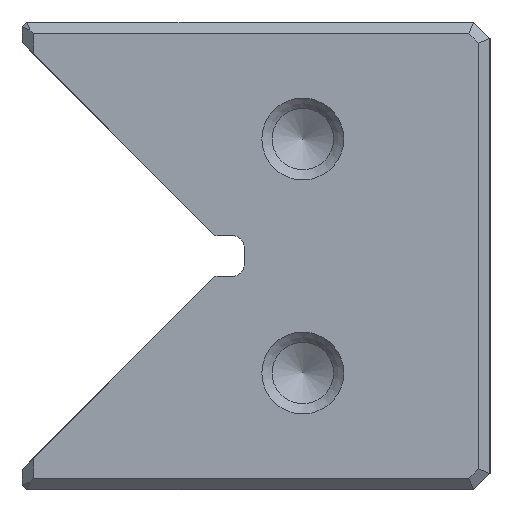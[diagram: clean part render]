
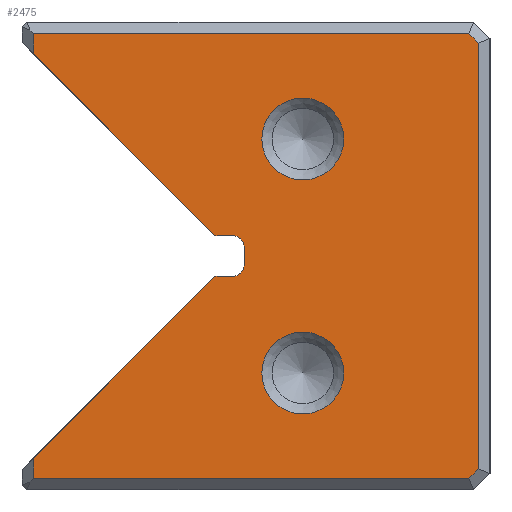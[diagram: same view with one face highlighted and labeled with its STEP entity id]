
A CAD part, left-side view. The second image highlights one B-rep face of the part: STEP entity #2475.
In plain terms, the highlighted planar face has unit normal (-1, 0, 0).
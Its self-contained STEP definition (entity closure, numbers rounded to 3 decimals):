
#2475=ADVANCED_FACE('',(#3395,#3396,#3397),#2862,.T.);
#2862=PLANE('',#8828);
#3112=CIRCLE('',#8824,3.5);
#3113=CIRCLE('',#8825,3.5);
#3114=CIRCLE('',#8826,1.);
#3115=CIRCLE('',#8827,1.);
#3395=FACE_BOUND('',#3589,.T.);
#3396=FACE_BOUND('',#3590,.T.);
#3397=FACE_BOUND('',#3591,.T.);
#3589=EDGE_LOOP('',(#4301));
#3590=EDGE_LOOP('',(#4302));
#3591=EDGE_LOOP('',(#4303,#4304,#4305,#4306,#4307,#4308,#4309,#4310,#4311,
#4312,#4313,#4314,#4315,#4316));
#4301=ORIENTED_EDGE('',*,*,#6793,.T.);
#4302=ORIENTED_EDGE('',*,*,#6794,.T.);
#4303=ORIENTED_EDGE('',*,*,#6795,.T.);
#4304=ORIENTED_EDGE('',*,*,#6796,.T.);
#4305=ORIENTED_EDGE('',*,*,#6797,.T.);
#4306=ORIENTED_EDGE('',*,*,#6798,.T.);
#4307=ORIENTED_EDGE('',*,*,#6799,.T.);
#4308=ORIENTED_EDGE('',*,*,#6800,.T.);
#4309=ORIENTED_EDGE('',*,*,#6801,.T.);
#4310=ORIENTED_EDGE('',*,*,#6802,.T.);
#4311=ORIENTED_EDGE('',*,*,#6803,.T.);
#4312=ORIENTED_EDGE('',*,*,#6804,.T.);
#4313=ORIENTED_EDGE('',*,*,#6805,.T.);
#4314=ORIENTED_EDGE('',*,*,#6806,.T.);
#4315=ORIENTED_EDGE('',*,*,#6807,.F.);
#4316=ORIENTED_EDGE('',*,*,#6808,.F.);
#6153=VERTEX_POINT('',#11341);
#6154=VERTEX_POINT('',#11343);
#6155=VERTEX_POINT('',#11345);
#6156=VERTEX_POINT('',#11346);
#6157=VERTEX_POINT('',#11348);
#6158=VERTEX_POINT('',#11350);
#6159=VERTEX_POINT('',#11352);
#6160=VERTEX_POINT('',#11354);
#6161=VERTEX_POINT('',#11356);
#6162=VERTEX_POINT('',#11358);
#6163=VERTEX_POINT('',#11360);
#6164=VERTEX_POINT('',#11362);
#6165=VERTEX_POINT('',#11364);
#6166=VERTEX_POINT('',#11366);
#6167=VERTEX_POINT('',#11368);
#6168=VERTEX_POINT('',#11370);
#6793=EDGE_CURVE('',#6153,#6153,#3112,.T.);
#6794=EDGE_CURVE('',#6154,#6154,#3113,.T.);
#6795=EDGE_CURVE('',#6155,#6156,#7633,.T.);
#6796=EDGE_CURVE('',#6156,#6157,#7634,.T.);
#6797=EDGE_CURVE('',#6157,#6158,#7635,.T.);
#6798=EDGE_CURVE('',#6158,#6159,#7636,.T.);
#6799=EDGE_CURVE('',#6159,#6160,#7637,.T.);
#6800=EDGE_CURVE('',#6160,#6161,#7638,.T.);
#6801=EDGE_CURVE('',#6161,#6162,#7639,.T.);
#6802=EDGE_CURVE('',#6162,#6163,#7640,.T.);
#6803=EDGE_CURVE('',#6163,#6164,#7641,.T.);
#6804=EDGE_CURVE('',#6164,#6165,#3114,.T.);
#6805=EDGE_CURVE('',#6165,#6166,#7642,.T.);
#6806=EDGE_CURVE('',#6166,#6167,#3115,.T.);
#6807=EDGE_CURVE('',#6168,#6167,#7643,.T.);
#6808=EDGE_CURVE('',#6155,#6168,#7644,.T.);
#7633=LINE('',#11344,#8303);
#7634=LINE('',#11347,#8304);
#7635=LINE('',#11349,#8305);
#7636=LINE('',#11351,#8306);
#7637=LINE('',#11353,#8307);
#7638=LINE('',#11355,#8308);
#7639=LINE('',#11357,#8309);
#7640=LINE('',#11359,#8310);
#7641=LINE('',#11361,#8311);
#7642=LINE('',#11365,#8312);
#7643=LINE('',#11369,#8313);
#7644=LINE('',#11371,#8314);
#8303=VECTOR('',#9379,1.);
#8304=VECTOR('',#9380,1.);
#8305=VECTOR('',#9381,1.);
#8306=VECTOR('',#9382,1.);
#8307=VECTOR('',#9383,1.);
#8308=VECTOR('',#9384,1.);
#8309=VECTOR('',#9385,1.);
#8310=VECTOR('',#9386,1.);
#8311=VECTOR('',#9387,1.);
#8312=VECTOR('',#9390,1.);
#8313=VECTOR('',#9393,1.);
#8314=VECTOR('',#9394,1.);
#8824=AXIS2_PLACEMENT_3D('',#11340,#9375,#9376);
#8825=AXIS2_PLACEMENT_3D('',#11342,#9377,#9378);
#8826=AXIS2_PLACEMENT_3D('',#11363,#9388,#9389);
#8827=AXIS2_PLACEMENT_3D('',#11367,#9391,#9392);
#8828=AXIS2_PLACEMENT_3D('',#11372,#9395,#9396);
#9375=DIRECTION('',(1.,0.,0.));
#9376=DIRECTION('',(0.,0.,1.));
#9377=DIRECTION('',(1.,0.,0.));
#9378=DIRECTION('',(0.,0.,1.));
#9379=DIRECTION('',(0.,0.,-1.));
#9380=DIRECTION('',(0.,-1.,0.));
#9381=DIRECTION('',(0.,-0.707,0.707));
#9382=DIRECTION('',(0.,0.,1.));
#9383=DIRECTION('',(0.,0.707,0.707));
#9384=DIRECTION('',(0.,1.,0.));
#9385=DIRECTION('',(0.,0.,-1.));
#9386=DIRECTION('',(0.,-0.707,-0.707));
#9387=DIRECTION('',(0.,-1.,0.));
#9388=DIRECTION('',(1.,0.,0.));
#9389=DIRECTION('',(0.,0.,1.));
#9390=DIRECTION('',(0.,0.,-1.));
#9391=DIRECTION('',(1.,0.,0.));
#9392=DIRECTION('',(0.,0.,1.));
#9393=DIRECTION('',(0.,-1.,0.));
#9394=DIRECTION('',(0.,-0.707,0.707));
#9395=DIRECTION('',(-1.,0.,0.));
#9396=DIRECTION('',(0.,0.,-1.));
#11340=CARTESIAN_POINT('',(0.,16.,30.));
#11341=CARTESIAN_POINT('',(0.,16.,33.5));
#11342=CARTESIAN_POINT('',(0.,16.,10.));
#11343=CARTESIAN_POINT('',(0.,16.,13.5));
#11344=CARTESIAN_POINT('',(0.,39.,0.));
#11345=CARTESIAN_POINT('',(0.,39.,2.758));
#11346=CARTESIAN_POINT('',(0.,39.,1.));
#11347=CARTESIAN_POINT('',(0.,20.,1.));
#11348=CARTESIAN_POINT('',(0.,1.814,1.));
#11349=CARTESIAN_POINT('',(0.,11.407,-8.593));
#11350=CARTESIAN_POINT('',(0.,1.,1.814));
#11351=CARTESIAN_POINT('',(0.,1.,0.));
#11352=CARTESIAN_POINT('',(0.,1.,38.186));
#11353=CARTESIAN_POINT('',(0.,-8.593,28.593));
#11354=CARTESIAN_POINT('',(0.,1.814,39.));
#11355=CARTESIAN_POINT('',(0.,20.,39.));
#11356=CARTESIAN_POINT('',(0.,39.,39.));
#11357=CARTESIAN_POINT('',(0.,39.,0.));
#11358=CARTESIAN_POINT('',(0.,39.,37.242));
#11359=CARTESIAN_POINT('',(0.,40.,38.242));
#11360=CARTESIAN_POINT('',(0.,23.508,21.75));
#11361=CARTESIAN_POINT('',(0.,21.,21.75));
#11362=CARTESIAN_POINT('',(0.,22.,21.75));
#11363=CARTESIAN_POINT('',(0.,22.,20.75));
#11364=CARTESIAN_POINT('',(0.,21.,20.75));
#11365=CARTESIAN_POINT('',(0.,21.,21.75));
#11366=CARTESIAN_POINT('',(0.,21.,19.25));
#11367=CARTESIAN_POINT('',(0.,22.,19.25));
#11368=CARTESIAN_POINT('',(0.,22.,18.25));
#11369=CARTESIAN_POINT('',(0.,21.,18.25));
#11370=CARTESIAN_POINT('',(0.,23.508,18.25));
#11371=CARTESIAN_POINT('',(0.,40.,1.758));
#11372=CARTESIAN_POINT('',(0.,20.,0.));
